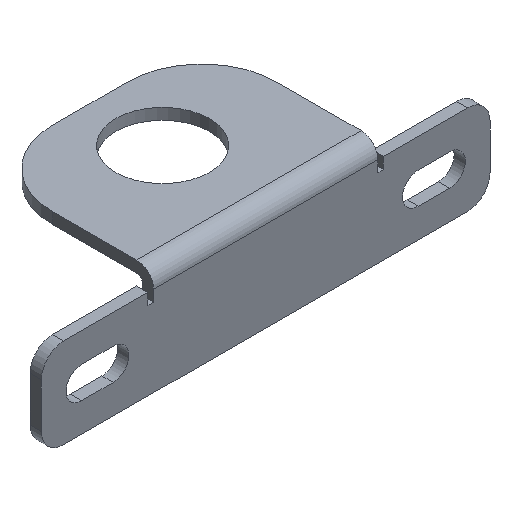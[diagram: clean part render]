
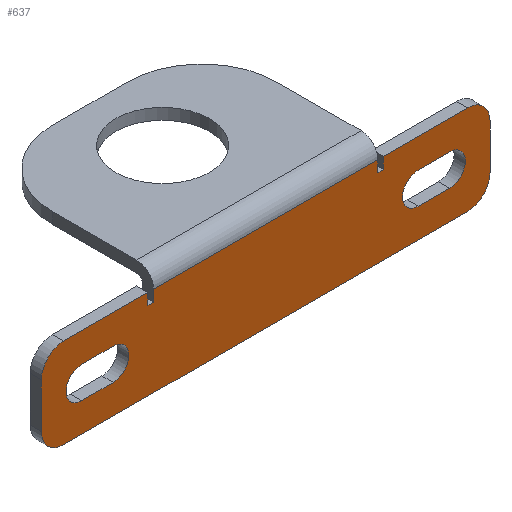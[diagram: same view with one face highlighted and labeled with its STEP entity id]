
A CAD part, isometric view. The second image highlights one B-rep face of the part: STEP entity #637.
In plain terms, the highlighted planar face has unit normal (0, -1, 0).
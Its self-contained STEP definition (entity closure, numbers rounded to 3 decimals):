
#46=PLANE('',#679);
#64=VECTOR('',#740,1.);
#71=VECTOR('',#760,1.);
#73=VECTOR('',#765,1.);
#76=VECTOR('',#769,1.);
#80=VECTOR('',#774,1.);
#83=VECTOR('',#778,1.);
#86=VECTOR('',#782,1.);
#89=VECTOR('',#789,1.);
#90=VECTOR('',#792,1.);
#91=VECTOR('',#795,1.);
#92=VECTOR('',#798,1.);
#93=VECTOR('',#801,1.);
#94=VECTOR('',#804,1.);
#95=VECTOR('',#807,1.);
#126=LINE('',#903,#64);
#133=LINE('',#924,#71);
#135=LINE('',#930,#73);
#138=LINE('',#936,#76);
#142=LINE('',#945,#80);
#145=LINE('',#951,#83);
#148=LINE('',#956,#86);
#151=LINE('',#967,#89);
#152=LINE('',#971,#90);
#153=LINE('',#975,#91);
#154=LINE('',#978,#92);
#155=LINE('',#983,#93);
#156=LINE('',#986,#94);
#157=LINE('',#991,#95);
#190=VERTEX_POINT('',#902);
#191=VERTEX_POINT('',#904);
#198=VERTEX_POINT('',#925);
#200=VERTEX_POINT('',#931);
#202=VERTEX_POINT('',#937);
#205=VERTEX_POINT('',#944);
#206=VERTEX_POINT('',#946);
#208=VERTEX_POINT('',#952);
#210=VERTEX_POINT('',#960);
#211=VERTEX_POINT('',#961);
#213=VERTEX_POINT('',#966);
#214=VERTEX_POINT('',#968);
#215=VERTEX_POINT('',#970);
#216=VERTEX_POINT('',#972);
#217=VERTEX_POINT('',#974);
#218=VERTEX_POINT('',#976);
#219=VERTEX_POINT('',#979);
#220=VERTEX_POINT('',#980);
#221=VERTEX_POINT('',#982);
#222=VERTEX_POINT('',#984);
#223=VERTEX_POINT('',#987);
#224=VERTEX_POINT('',#988);
#225=VERTEX_POINT('',#990);
#226=VERTEX_POINT('',#992);
#249=CIRCLE('',#680,3.);
#250=CIRCLE('',#681,3.);
#251=CIRCLE('',#682,3.);
#252=CIRCLE('',#683,3.);
#253=CIRCLE('',#684,2.1);
#254=CIRCLE('',#685,2.1);
#255=CIRCLE('',#686,2.1);
#256=CIRCLE('',#687,2.1);
#280=EDGE_CURVE('',#191,#190,#126,.T.);
#290=EDGE_CURVE('',#198,#190,#133,.T.);
#293=EDGE_CURVE('',#200,#191,#135,.T.);
#296=EDGE_CURVE('',#202,#200,#138,.T.);
#300=EDGE_CURVE('',#206,#205,#142,.T.);
#303=EDGE_CURVE('',#208,#206,#145,.T.);
#306=EDGE_CURVE('',#198,#208,#148,.T.);
#309=EDGE_CURVE('',#210,#205,#133,.T.);
#310=EDGE_CURVE('',#202,#211,#133,.T.);
#313=EDGE_CURVE('',#213,#210,#249,.T.);
#314=EDGE_CURVE('',#214,#213,#151,.T.);
#315=EDGE_CURVE('',#215,#214,#250,.T.);
#316=EDGE_CURVE('',#216,#215,#152,.T.);
#317=EDGE_CURVE('',#217,#216,#251,.T.);
#318=EDGE_CURVE('',#218,#217,#153,.T.);
#319=EDGE_CURVE('',#211,#218,#252,.T.);
#320=EDGE_CURVE('',#219,#220,#154,.T.);
#321=EDGE_CURVE('',#219,#221,#253,.T.);
#322=EDGE_CURVE('',#222,#221,#155,.T.);
#323=EDGE_CURVE('',#222,#220,#254,.T.);
#324=EDGE_CURVE('',#223,#224,#156,.T.);
#325=EDGE_CURVE('',#223,#225,#255,.T.);
#326=EDGE_CURVE('',#226,#225,#157,.T.);
#327=EDGE_CURVE('',#226,#224,#256,.T.);
#433=ORIENTED_EDGE('',*,*,#296,.T.);
#434=ORIENTED_EDGE('',*,*,#293,.T.);
#435=ORIENTED_EDGE('',*,*,#280,.T.);
#436=ORIENTED_EDGE('',*,*,#290,.F.);
#437=ORIENTED_EDGE('',*,*,#306,.T.);
#438=ORIENTED_EDGE('',*,*,#303,.T.);
#439=ORIENTED_EDGE('',*,*,#300,.T.);
#440=ORIENTED_EDGE('',*,*,#309,.F.);
#441=ORIENTED_EDGE('',*,*,#313,.F.);
#442=ORIENTED_EDGE('',*,*,#314,.F.);
#443=ORIENTED_EDGE('',*,*,#315,.F.);
#444=ORIENTED_EDGE('',*,*,#316,.F.);
#445=ORIENTED_EDGE('',*,*,#317,.F.);
#446=ORIENTED_EDGE('',*,*,#318,.F.);
#447=ORIENTED_EDGE('',*,*,#319,.F.);
#448=ORIENTED_EDGE('',*,*,#310,.F.);
#449=ORIENTED_EDGE('',*,*,#320,.F.);
#450=ORIENTED_EDGE('',*,*,#321,.T.);
#451=ORIENTED_EDGE('',*,*,#322,.F.);
#452=ORIENTED_EDGE('',*,*,#323,.T.);
#453=ORIENTED_EDGE('',*,*,#324,.F.);
#454=ORIENTED_EDGE('',*,*,#325,.T.);
#455=ORIENTED_EDGE('',*,*,#326,.F.);
#456=ORIENTED_EDGE('',*,*,#327,.T.);
#560=EDGE_LOOP('',(#433,#434,#435,#436,#437,#438,#439,#440,#441,#442,#443,
#444,#445,#446,#447,#448));
#561=EDGE_LOOP('',(#449,#450,#451,#452));
#562=EDGE_LOOP('',(#453,#454,#455,#456));
#600=FACE_BOUND('',#560,.T.);
#601=FACE_BOUND('',#561,.T.);
#602=FACE_BOUND('',#562,.T.);
#637=ADVANCED_FACE('',(#600,#601,#602),#46,.F.);
#679=AXIS2_PLACEMENT_3D('',#964,#786,$);
#680=AXIS2_PLACEMENT_3D('',#965,#787,#788);
#681=AXIS2_PLACEMENT_3D('',#969,#790,#791);
#682=AXIS2_PLACEMENT_3D('',#973,#793,#794);
#683=AXIS2_PLACEMENT_3D('',#977,#796,#797);
#684=AXIS2_PLACEMENT_3D('',#981,#799,#800);
#685=AXIS2_PLACEMENT_3D('',#985,#802,#803);
#686=AXIS2_PLACEMENT_3D('',#989,#805,#806);
#687=AXIS2_PLACEMENT_3D('',#993,#808,#809);
#740=DIRECTION('',(0.,0.,1.));
#760=DIRECTION('',(1.,0.,0.));
#765=DIRECTION('',(-1.,0.,0.));
#769=DIRECTION('',(0.,0.,-1.));
#774=DIRECTION('',(0.,0.,1.));
#778=DIRECTION('',(-1.,0.,0.));
#782=DIRECTION('',(0.,0.,-1.));
#786=DIRECTION('',(0.,1.,0.));
#787=DIRECTION('',(0.,1.,0.));
#788=DIRECTION('',(-2.121,0.,2.121));
#789=DIRECTION('',(0.,0.,1.));
#790=DIRECTION('',(0.,1.,0.));
#791=DIRECTION('',(3.,0.,0.));
#792=DIRECTION('',(-1.,0.,0.));
#793=DIRECTION('',(0.,1.,0.));
#794=DIRECTION('',(3.,0.,0.));
#795=DIRECTION('',(0.,0.,-1.));
#796=DIRECTION('',(0.,1.,0.));
#797=DIRECTION('',(2.121,0.,2.121));
#798=DIRECTION('',(1.,0.,0.));
#799=DIRECTION('',(0.,1.,0.));
#800=DIRECTION('',(2.1,0.,0.));
#801=DIRECTION('',(-1.,0.,0.));
#802=DIRECTION('',(0.,1.,0.));
#803=DIRECTION('',(2.1,0.,0.));
#804=DIRECTION('',(1.,0.,0.));
#805=DIRECTION('',(0.,1.,0.));
#806=DIRECTION('',(2.1,0.,0.));
#807=DIRECTION('',(-1.,0.,0.));
#808=DIRECTION('',(0.,1.,0.));
#809=DIRECTION('',(2.1,0.,0.));
#902=CARTESIAN_POINT('',(15.,0.,0.));
#903=CARTESIAN_POINT('',(15.,0.,-3.315));
#904=CARTESIAN_POINT('',(15.,0.,-1.5));
#924=CARTESIAN_POINT('',(-30.,0.,0.));
#925=CARTESIAN_POINT('',(-15.,0.,0.));
#930=CARTESIAN_POINT('',(7.688,0.,-1.5));
#931=CARTESIAN_POINT('',(15.75,0.,-1.5));
#936=CARTESIAN_POINT('',(15.75,0.,-3.315));
#937=CARTESIAN_POINT('',(15.75,0.,0.));
#944=CARTESIAN_POINT('',(-15.75,0.,0.));
#945=CARTESIAN_POINT('',(-15.75,0.,-3.315));
#946=CARTESIAN_POINT('',(-15.75,0.,-1.5));
#951=CARTESIAN_POINT('',(-7.688,0.,-1.5));
#952=CARTESIAN_POINT('',(-15.,0.,-1.5));
#956=CARTESIAN_POINT('',(-15.,0.,-3.315));
#960=CARTESIAN_POINT('',(-27.,0.,0.));
#961=CARTESIAN_POINT('',(27.,0.,0.));
#964=CARTESIAN_POINT('',(0.,0.,-5.879));
#965=CARTESIAN_POINT('',(-27.,0.,-3.));
#966=CARTESIAN_POINT('',(-30.,0.,-3.));
#967=CARTESIAN_POINT('',(-30.,0.,-9.));
#968=CARTESIAN_POINT('',(-30.,0.,-9.));
#969=CARTESIAN_POINT('',(-27.,0.,-9.));
#970=CARTESIAN_POINT('',(-27.,0.,-12.));
#971=CARTESIAN_POINT('',(27.,0.,-12.));
#972=CARTESIAN_POINT('',(27.,0.,-12.));
#973=CARTESIAN_POINT('',(27.,0.,-9.));
#974=CARTESIAN_POINT('',(30.,0.,-9.));
#975=CARTESIAN_POINT('',(30.,0.,0.));
#976=CARTESIAN_POINT('',(30.,0.,-3.));
#977=CARTESIAN_POINT('',(27.,0.,-3.));
#978=CARTESIAN_POINT('',(-24.6,0.,-8.1));
#979=CARTESIAN_POINT('',(-24.6,0.,-8.1));
#980=CARTESIAN_POINT('',(-20.4,0.,-8.1));
#981=CARTESIAN_POINT('',(-24.6,0.,-6.));
#982=CARTESIAN_POINT('',(-24.6,0.,-3.9));
#983=CARTESIAN_POINT('',(-20.4,0.,-3.9));
#984=CARTESIAN_POINT('',(-20.4,0.,-3.9));
#985=CARTESIAN_POINT('',(-20.4,0.,-6.));
#986=CARTESIAN_POINT('',(20.4,0.,-8.1));
#987=CARTESIAN_POINT('',(20.4,0.,-8.1));
#988=CARTESIAN_POINT('',(24.6,0.,-8.1));
#989=CARTESIAN_POINT('',(20.4,0.,-6.));
#990=CARTESIAN_POINT('',(20.4,0.,-3.9));
#991=CARTESIAN_POINT('',(24.6,0.,-3.9));
#992=CARTESIAN_POINT('',(24.6,0.,-3.9));
#993=CARTESIAN_POINT('',(24.6,0.,-6.));
